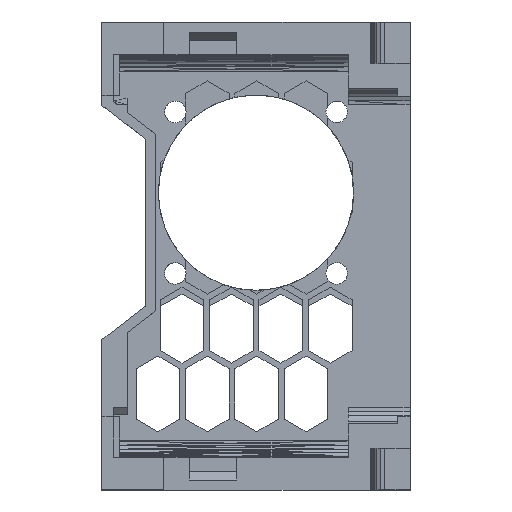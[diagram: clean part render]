
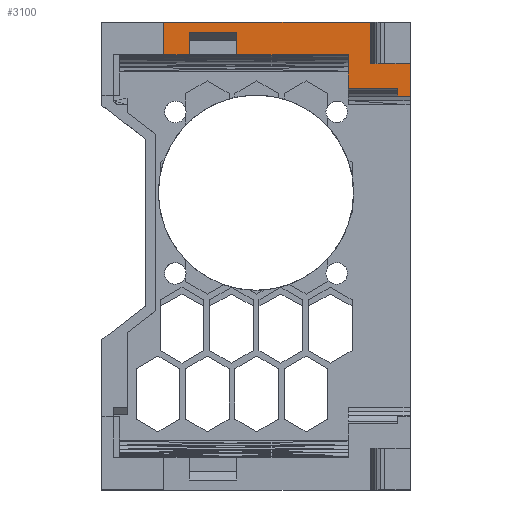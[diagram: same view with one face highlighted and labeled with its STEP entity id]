
A CAD part, top view. The second image highlights one B-rep face of the part: STEP entity #3100.
In plain terms, the highlighted planar face has unit normal (0, 0, 1).
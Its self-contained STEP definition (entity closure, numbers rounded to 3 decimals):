
#714 = VERTEX_POINT('',#715);
#715 = CARTESIAN_POINT('',(22.901,34.777,
    6.33));
#738 = VERTEX_POINT('',#739);
#739 = CARTESIAN_POINT('',(22.901,28.611,
    6.33));
#745 = EDGE_CURVE('',#746,#738,#748,.T.);
#746 = VERTEX_POINT('',#747);
#747 = CARTESIAN_POINT('',(22.901,23.777,
    6.33));
#748 = LINE('',#749,#750);
#749 = CARTESIAN_POINT('',(22.901,23.777,
    6.33));
#750 = VECTOR('',#751,1.);
#751 = DIRECTION('',(0.,1.,0.));
#3032 = EDGE_CURVE('',#3033,#738,#3035,.T.);
#3033 = VERTEX_POINT('',#3034);
#3034 = CARTESIAN_POINT('',(17.075,28.611,
    6.33));
#3035 = LINE('',#3036,#3037);
#3036 = CARTESIAN_POINT('',(17.075,28.611,
    6.33));
#3037 = VECTOR('',#3038,1.);
#3038 = DIRECTION('',(1.,0.,0.));
#3100 = ADVANCED_FACE('',(#3101),#3213,.T.);
#3101 = FACE_BOUND('',#3102,.T.);
#3102 = EDGE_LOOP('',(#3103,#3111,#3119,#3127,#3135,#3143,#3151,#3159,
    #3167,#3175,#3183,#3189,#3190,#3191,#3199,#3207));
#3103 = ORIENTED_EDGE('',*,*,#3104,.F.);
#3104 = EDGE_CURVE('',#3105,#714,#3107,.T.);
#3105 = VERTEX_POINT('',#3106);
#3106 = CARTESIAN_POINT('',(-13.685,34.777,
    6.33));
#3107 = LINE('',#3108,#3109);
#3108 = CARTESIAN_POINT('',(-13.685,34.777,
    6.33));
#3109 = VECTOR('',#3110,1.);
#3110 = DIRECTION('',(1.,0.,0.));
#3111 = ORIENTED_EDGE('',*,*,#3112,.F.);
#3112 = EDGE_CURVE('',#3113,#3105,#3115,.T.);
#3113 = VERTEX_POINT('',#3114);
#3114 = CARTESIAN_POINT('',(-13.685,29.933,
    6.33));
#3115 = LINE('',#3116,#3117);
#3116 = CARTESIAN_POINT('',(-13.685,29.933,
    6.33));
#3117 = VECTOR('',#3118,1.);
#3118 = DIRECTION('',(0.,1.,0.));
#3119 = ORIENTED_EDGE('',*,*,#3120,.T.);
#3120 = EDGE_CURVE('',#3113,#3121,#3123,.T.);
#3121 = VERTEX_POINT('',#3122);
#3122 = CARTESIAN_POINT('',(-9.947,29.933,
    6.33));
#3123 = LINE('',#3124,#3125);
#3124 = CARTESIAN_POINT('',(-13.685,29.933,
    6.33));
#3125 = VECTOR('',#3126,1.);
#3126 = DIRECTION('',(1.,0.,0.));
#3127 = ORIENTED_EDGE('',*,*,#3128,.F.);
#3128 = EDGE_CURVE('',#3129,#3121,#3131,.T.);
#3129 = VERTEX_POINT('',#3130);
#3130 = CARTESIAN_POINT('',(-9.947,33.287,
    6.33));
#3131 = LINE('',#3132,#3133);
#3132 = CARTESIAN_POINT('',(-9.947,33.287,
    6.33));
#3133 = VECTOR('',#3134,1.);
#3134 = DIRECTION('',(0.,-1.,0.));
#3135 = ORIENTED_EDGE('',*,*,#3136,.F.);
#3136 = EDGE_CURVE('',#3137,#3129,#3139,.T.);
#3137 = VERTEX_POINT('',#3138);
#3138 = CARTESIAN_POINT('',(-2.851,33.287,
    6.33));
#3139 = LINE('',#3140,#3141);
#3140 = CARTESIAN_POINT('',(-2.851,33.287,
    6.33));
#3141 = VECTOR('',#3142,1.);
#3142 = DIRECTION('',(-1.,0.,0.));
#3143 = ORIENTED_EDGE('',*,*,#3144,.F.);
#3144 = EDGE_CURVE('',#3145,#3137,#3147,.T.);
#3145 = VERTEX_POINT('',#3146);
#3146 = CARTESIAN_POINT('',(-2.851,29.933,
    6.33));
#3147 = LINE('',#3148,#3149);
#3148 = CARTESIAN_POINT('',(-2.851,29.933,
    6.33));
#3149 = VECTOR('',#3150,1.);
#3150 = DIRECTION('',(0.,1.,0.));
#3151 = ORIENTED_EDGE('',*,*,#3152,.T.);
#3152 = EDGE_CURVE('',#3145,#3153,#3155,.T.);
#3153 = VERTEX_POINT('',#3154);
#3154 = CARTESIAN_POINT('',(13.733,29.933,
    6.33));
#3155 = LINE('',#3156,#3157);
#3156 = CARTESIAN_POINT('',(-2.851,29.933,
    6.33));
#3157 = VECTOR('',#3158,1.);
#3158 = DIRECTION('',(1.,0.,0.));
#3159 = ORIENTED_EDGE('',*,*,#3160,.T.);
#3160 = EDGE_CURVE('',#3153,#3161,#3163,.T.);
#3161 = VERTEX_POINT('',#3162);
#3162 = CARTESIAN_POINT('',(13.733,24.935,
    6.33));
#3163 = LINE('',#3164,#3165);
#3164 = CARTESIAN_POINT('',(13.733,29.933,
    6.33));
#3165 = VECTOR('',#3166,1.);
#3166 = DIRECTION('',(0.,-1.,0.));
#3167 = ORIENTED_EDGE('',*,*,#3168,.T.);
#3168 = EDGE_CURVE('',#3161,#3169,#3171,.T.);
#3169 = VERTEX_POINT('',#3170);
#3170 = CARTESIAN_POINT('',(21.077,24.935,
    6.33));
#3171 = LINE('',#3172,#3173);
#3172 = CARTESIAN_POINT('',(13.733,24.935,
    6.33));
#3173 = VECTOR('',#3174,1.);
#3174 = DIRECTION('',(1.,0.,0.));
#3175 = ORIENTED_EDGE('',*,*,#3176,.F.);
#3176 = EDGE_CURVE('',#3177,#3169,#3179,.T.);
#3177 = VERTEX_POINT('',#3178);
#3178 = CARTESIAN_POINT('',(21.077,23.777,
    6.33));
#3179 = LINE('',#3180,#3181);
#3180 = CARTESIAN_POINT('',(21.077,23.777,
    6.33));
#3181 = VECTOR('',#3182,1.);
#3182 = DIRECTION('',(0.,1.,0.));
#3183 = ORIENTED_EDGE('',*,*,#3184,.F.);
#3184 = EDGE_CURVE('',#746,#3177,#3185,.T.);
#3185 = LINE('',#3186,#3187);
#3186 = CARTESIAN_POINT('',(22.901,23.777,
    6.33));
#3187 = VECTOR('',#3188,1.);
#3188 = DIRECTION('',(-1.,0.,0.));
#3189 = ORIENTED_EDGE('',*,*,#745,.T.);
#3190 = ORIENTED_EDGE('',*,*,#3032,.F.);
#3191 = ORIENTED_EDGE('',*,*,#3192,.F.);
#3192 = EDGE_CURVE('',#3193,#3033,#3195,.T.);
#3193 = VERTEX_POINT('',#3194);
#3194 = CARTESIAN_POINT('',(17.075,34.755,
    6.33));
#3195 = LINE('',#3196,#3197);
#3196 = CARTESIAN_POINT('',(17.075,34.755,
    6.33));
#3197 = VECTOR('',#3198,1.);
#3198 = DIRECTION('',(0.,-1.,0.));
#3199 = ORIENTED_EDGE('',*,*,#3200,.T.);
#3200 = EDGE_CURVE('',#3193,#3201,#3203,.T.);
#3201 = VERTEX_POINT('',#3202);
#3202 = CARTESIAN_POINT('',(22.855,34.755,
    6.33));
#3203 = LINE('',#3204,#3205);
#3204 = CARTESIAN_POINT('',(17.075,34.755,
    6.33));
#3205 = VECTOR('',#3206,1.);
#3206 = DIRECTION('',(1.,0.,0.));
#3207 = ORIENTED_EDGE('',*,*,#3208,.T.);
#3208 = EDGE_CURVE('',#3201,#714,#3209,.T.);
#3209 = LINE('',#3210,#3211);
#3210 = CARTESIAN_POINT('',(22.855,34.755,
    6.33));
#3211 = VECTOR('',#3212,1.);
#3212 = DIRECTION('',(0.902,0.431,0.));
#3213 = PLANE('',#3214);
#3214 = AXIS2_PLACEMENT_3D('',#3215,#3216,#3217);
#3215 = CARTESIAN_POINT('',(6.78,31.432,
    6.33));
#3216 = DIRECTION('',(0.,0.,1.));
#3217 = DIRECTION('',(1.,0.,0.));
